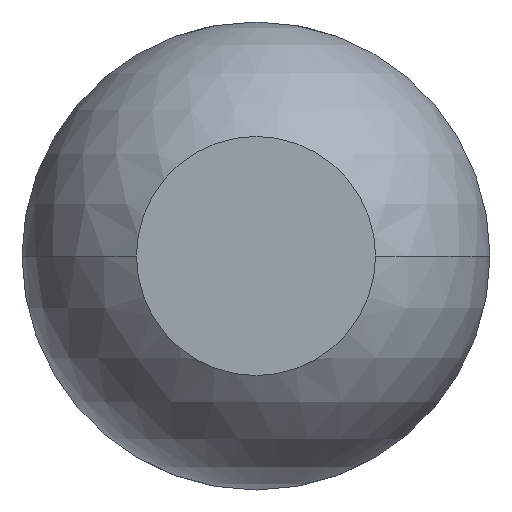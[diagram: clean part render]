
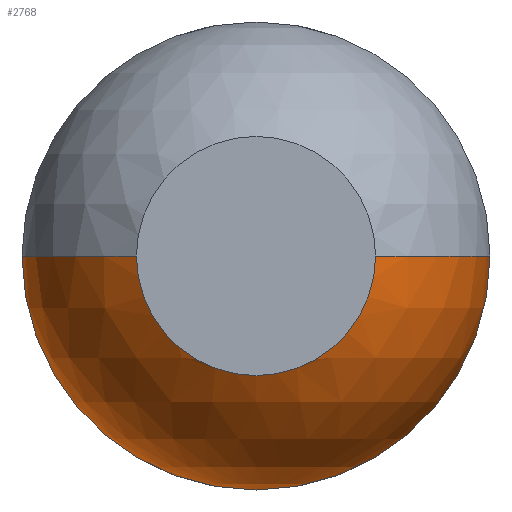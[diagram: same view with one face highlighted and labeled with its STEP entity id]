
A CAD part, front view. The second image highlights one B-rep face of the part: STEP entity #2768.
In plain terms, the highlighted spherical face has radius 0.685 mm.
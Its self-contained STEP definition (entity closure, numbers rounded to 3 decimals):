
#100 = AXIS2_PLACEMENT_3D ( 'NONE', #1038, #4469, #326 ) ;
#144 = VERTEX_POINT ( 'NONE', #3985 ) ;
#163 = VERTEX_POINT ( 'NONE', #938 ) ;
#270 = CIRCLE ( 'NONE', #4185, 0.35 ) ;
#293 = AXIS2_PLACEMENT_3D ( 'NONE', #2716, #567, #2652 ) ;
#311 = DIRECTION ( 'NONE',  ( 0., 0., 1. ) ) ;
#326 = DIRECTION ( 'NONE',  ( 1., 0., 0. ) ) ;
#554 = ORIENTED_EDGE ( 'NONE', *, *, #3027, .F. ) ;
#567 = DIRECTION ( 'NONE',  ( 0., 1., 0. ) ) ;
#762 = ORIENTED_EDGE ( 'NONE', *, *, #2631, .F. ) ;
#770 = ORIENTED_EDGE ( 'NONE', *, *, #3504, .F. ) ;
#771 = ORIENTED_EDGE ( 'NONE', *, *, #2950, .T. ) ;
#938 = CARTESIAN_POINT ( 'NONE',  ( 0., -27., -0.35 ) ) ;
#1034 = CIRCLE ( 'NONE', #1381, 0.35 ) ;
#1038 = CARTESIAN_POINT ( 'NONE',  ( 0., -26.411, 0. ) ) ;
#1059 = CARTESIAN_POINT ( 'NONE',  ( 0., -26.411, 0. ) ) ;
#1088 = VERTEX_POINT ( 'NONE', #3658 ) ;
#1152 = CIRCLE ( 'NONE', #293, 0.685 ) ;
#1266 = ORIENTED_EDGE ( 'NONE', *, *, #3763, .F. ) ;
#1277 = DIRECTION ( 'NONE',  ( 0., 0., -1. ) ) ;
#1381 = AXIS2_PLACEMENT_3D ( 'NONE', #3704, #2009, #4395 ) ;
#1658 = DIRECTION ( 'NONE',  ( 1., 0., 0. ) ) ;
#1861 = CIRCLE ( 'NONE', #3808, 0.685 ) ;
#1906 = CARTESIAN_POINT ( 'NONE',  ( -0.35, -27., 0. ) ) ;
#1935 = EDGE_CURVE ( 'Defeature ausgef�hrt1_24+Defeature ausgef�hrt1_4+Defeature ausgef�hrt1_4+Defeature ausgef�hrt1_4', #163, #1088, #270, .T. ) ;
#2009 = DIRECTION ( 'NONE',  ( 0., -1., 0. ) ) ;
#2258 = SPHERICAL_SURFACE ( 'NONE', #4345, 0.685 ) ;
#2344 = CARTESIAN_POINT ( 'NONE',  ( 0., -26.411, -0.685 ) ) ;
#2472 = CARTESIAN_POINT ( 'NONE',  ( 0., -26.411, 0. ) ) ;
#2521 = VERTEX_POINT ( 'NONE', #1906 ) ;
#2571 = CIRCLE ( 'NONE', #2712, 0.685 ) ;
#2631 = EDGE_CURVE ( 'Defeature ausgef�hrt1_5+Defeature ausgef�hrt1_4+Defeature ausgef�hrt1_4+Defeature ausgef�hrt1_4', #3754, #2733, #1152, .T. ) ;
#2652 = DIRECTION ( 'NONE',  ( 0., 0., 1. ) ) ;
#2712 = AXIS2_PLACEMENT_3D ( 'NONE', #2472, #3496, #311 ) ;
#2716 = CARTESIAN_POINT ( 'NONE',  ( 0., -26.411, 0. ) ) ;
#2733 = VERTEX_POINT ( 'NONE', #2344 ) ;
#2768 = ADVANCED_FACE ( 'Defeature ausgef�hrt1_4', ( #3382 ), #2258, .T. ) ;
#2816 = CARTESIAN_POINT ( 'NONE',  ( 0., -27., 0. ) ) ;
#2825 = DIRECTION ( 'NONE',  ( 0., 0., -1. ) ) ;
#2950 = EDGE_CURVE ( 'NONE', #2521, #144, #1861, .T. ) ;
#3027 = EDGE_CURVE ( 'Defeature ausgef�hrt1_5+Defeature ausgef�hrt1_4+Defeature ausgef�hrt1_4+Defeature ausgef�hrt1_4', #2733, #144, #2571, .T. ) ;
#3081 = CARTESIAN_POINT ( 'NONE',  ( 0.685, -26.411, 0. ) ) ;
#3382 = FACE_OUTER_BOUND ( 'NONE', #4118, .T. ) ;
#3496 = DIRECTION ( 'NONE',  ( 0., 1., 0. ) ) ;
#3504 = EDGE_CURVE ( 'Defeature ausgef�hrt1_24+Defeature ausgef�hrt1_4+Defeature ausgef�hrt1_4+Defeature ausgef�hrt1_4', #2521, #163, #1034, .T. ) ;
#3658 = CARTESIAN_POINT ( 'NONE',  ( 0.35, -27., 0. ) ) ;
#3704 = CARTESIAN_POINT ( 'NONE',  ( 0., -27., 0. ) ) ;
#3752 = CARTESIAN_POINT ( 'NONE',  ( 0., -26.411, 0. ) ) ;
#3754 = VERTEX_POINT ( 'NONE', #3081 ) ;
#3763 = EDGE_CURVE ( 'NONE', #1088, #3754, #4234, .T. ) ;
#3808 = AXIS2_PLACEMENT_3D ( 'NONE', #1059, #2825, #4471 ) ;
#3838 = DIRECTION ( 'NONE',  ( 0., -1., 0. ) ) ;
#3985 = CARTESIAN_POINT ( 'NONE',  ( -0.685, -26.411, 0. ) ) ;
#4083 = ORIENTED_EDGE ( 'NONE', *, *, #1935, .F. ) ;
#4118 = EDGE_LOOP ( 'NONE', ( #770, #771, #554, #762, #1266, #4083 ) ) ;
#4185 = AXIS2_PLACEMENT_3D ( 'NONE', #2816, #3838, #4507 ) ;
#4234 = CIRCLE ( 'NONE', #100, 0.685 ) ;
#4345 = AXIS2_PLACEMENT_3D ( 'NONE', #3752, #1277, #1658 ) ;
#4395 = DIRECTION ( 'NONE',  ( 0., 0., -1. ) ) ;
#4469 = DIRECTION ( 'NONE',  ( 0., 0., 1. ) ) ;
#4471 = DIRECTION ( 'NONE',  ( -1., 0., 0. ) ) ;
#4507 = DIRECTION ( 'NONE',  ( 0., 0., -1. ) ) ;
